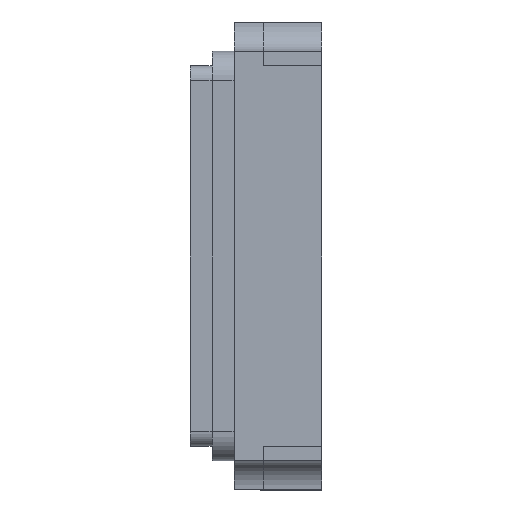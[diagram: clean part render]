
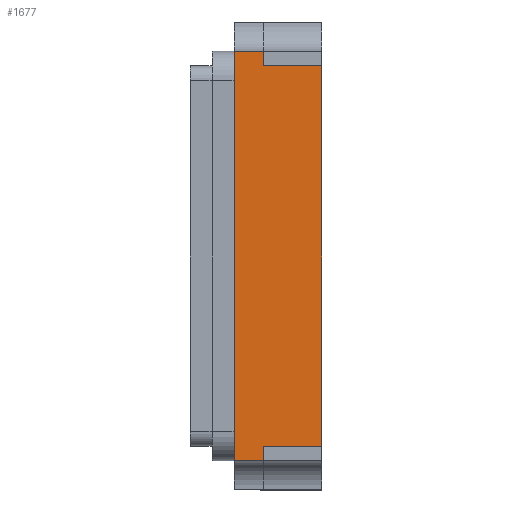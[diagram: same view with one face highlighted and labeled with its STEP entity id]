
A CAD part, left-side view. The second image highlights one B-rep face of the part: STEP entity #1677.
In plain terms, the highlighted planar face has unit normal (-1, 0, 0).
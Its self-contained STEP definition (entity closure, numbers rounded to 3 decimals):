
#10 = VECTOR ( 'NONE', #2115, 1000. ) ;
#14 = CARTESIAN_POINT ( 'NONE',  ( -1., 0., -0.65 ) ) ;
#213 = DIRECTION ( 'NONE',  ( 0., 0., -1. ) ) ;
#219 = VECTOR ( 'NONE', #1911, 1000. ) ;
#346 = CARTESIAN_POINT ( 'NONE',  ( -1., 0.3, 0.7 ) ) ;
#375 = VERTEX_POINT ( 'NONE', #2681 ) ;
#408 = LINE ( 'NONE', #346, #2549 ) ;
#457 = DIRECTION ( 'NONE',  ( 0., -1., 0. ) ) ;
#628 = CARTESIAN_POINT ( 'NONE',  ( -1., 0.3, -0.7 ) ) ;
#655 = ORIENTED_EDGE ( 'NONE', *, *, #1652, .F. ) ;
#789 = LINE ( 'NONE', #1798, #4057 ) ;
#948 = VERTEX_POINT ( 'NONE', #1133 ) ;
#959 = CARTESIAN_POINT ( 'NONE',  ( -1., 0., -0.7 ) ) ;
#1011 = CARTESIAN_POINT ( 'NONE',  ( -1., 0., 0.65 ) ) ;
#1097 = VERTEX_POINT ( 'NONE', #14 ) ;
#1098 = CARTESIAN_POINT ( 'NONE',  ( -1., 0.3, 0.7 ) ) ;
#1123 = DIRECTION ( 'NONE',  ( 1., 0., 0. ) ) ;
#1133 = CARTESIAN_POINT ( 'NONE',  ( -1., 0.2, -0.65 ) ) ;
#1192 = EDGE_LOOP ( 'NONE', ( #2826, #655, #3338, #2583, #2988, #2729, #2166, #3728 ) ) ;
#1239 = LINE ( 'NONE', #2505, #219 ) ;
#1350 = EDGE_CURVE ( 'NONE', #3085, #375, #1757, .T. ) ;
#1399 = PLANE ( 'NONE',  #3473 ) ;
#1509 = EDGE_CURVE ( 'NONE', #2272, #3085, #408, .T. ) ;
#1526 = DIRECTION ( 'NONE',  ( 0., -1., 0. ) ) ;
#1560 = CARTESIAN_POINT ( 'NONE',  ( -1., 0.2, 0.7 ) ) ;
#1652 = EDGE_CURVE ( 'NONE', #375, #1865, #789, .T. ) ;
#1677 = ADVANCED_FACE ( 'NONE', ( #3995 ), #1399, .F. ) ;
#1757 = LINE ( 'NONE', #3954, #3666 ) ;
#1798 = CARTESIAN_POINT ( 'NONE',  ( -1., 0.2, 0.65 ) ) ;
#1799 = LINE ( 'NONE', #3079, #3482 ) ;
#1820 = DIRECTION ( 'NONE',  ( 0., 0., -1. ) ) ;
#1865 = VERTEX_POINT ( 'NONE', #1011 ) ;
#1911 = DIRECTION ( 'NONE',  ( 0., 0., -1. ) ) ;
#2115 = DIRECTION ( 'NONE',  ( 0., 0., 1. ) ) ;
#2166 = ORIENTED_EDGE ( 'NONE', *, *, #3685, .F. ) ;
#2186 = EDGE_CURVE ( 'NONE', #3621, #2463, #1799, .T. ) ;
#2272 = VERTEX_POINT ( 'NONE', #1098 ) ;
#2355 = CARTESIAN_POINT ( 'NONE',  ( -1., 0.3, -0.7 ) ) ;
#2386 = EDGE_CURVE ( 'NONE', #3621, #2272, #3069, .T. ) ;
#2463 = VERTEX_POINT ( 'NONE', #2828 ) ;
#2505 = CARTESIAN_POINT ( 'NONE',  ( -1., 0.2, -0.65 ) ) ;
#2538 = LINE ( 'NONE', #959, #2930 ) ;
#2549 = VECTOR ( 'NONE', #3808, 1000. ) ;
#2583 = ORIENTED_EDGE ( 'NONE', *, *, #1509, .F. ) ;
#2681 = CARTESIAN_POINT ( 'NONE',  ( -1., 0.2, 0.65 ) ) ;
#2706 = EDGE_CURVE ( 'NONE', #948, #1097, #3681, .T. ) ;
#2729 = ORIENTED_EDGE ( 'NONE', *, *, #2186, .T. ) ;
#2799 = DIRECTION ( 'NONE',  ( 0., 0., 1. ) ) ;
#2826 = ORIENTED_EDGE ( 'NONE', *, *, #3658, .T. ) ;
#2828 = CARTESIAN_POINT ( 'NONE',  ( -1., 0.2, -0.7 ) ) ;
#2930 = VECTOR ( 'NONE', #2799, 1000. ) ;
#2988 = ORIENTED_EDGE ( 'NONE', *, *, #2386, .F. ) ;
#3026 = CARTESIAN_POINT ( 'NONE',  ( -1., 0.2, -0.65 ) ) ;
#3059 = DIRECTION ( 'NONE',  ( 0., -1., 0. ) ) ;
#3069 = LINE ( 'NONE', #3657, #10 ) ;
#3079 = CARTESIAN_POINT ( 'NONE',  ( -1., 0.3, -0.7 ) ) ;
#3085 = VERTEX_POINT ( 'NONE', #1560 ) ;
#3338 = ORIENTED_EDGE ( 'NONE', *, *, #1350, .F. ) ;
#3473 = AXIS2_PLACEMENT_3D ( 'NONE', #2355, #1123, #213 ) ;
#3482 = VECTOR ( 'NONE', #457, 1000. ) ;
#3621 = VERTEX_POINT ( 'NONE', #628 ) ;
#3657 = CARTESIAN_POINT ( 'NONE',  ( -1., 0.3, -0.7 ) ) ;
#3658 = EDGE_CURVE ( 'NONE', #1097, #1865, #2538, .T. ) ;
#3666 = VECTOR ( 'NONE', #1820, 1000. ) ;
#3681 = LINE ( 'NONE', #3026, #3848 ) ;
#3685 = EDGE_CURVE ( 'NONE', #948, #2463, #1239, .T. ) ;
#3728 = ORIENTED_EDGE ( 'NONE', *, *, #2706, .T. ) ;
#3808 = DIRECTION ( 'NONE',  ( 0., -1., 0. ) ) ;
#3848 = VECTOR ( 'NONE', #1526, 1000. ) ;
#3954 = CARTESIAN_POINT ( 'NONE',  ( -1., 0.2, 0.7 ) ) ;
#3995 = FACE_OUTER_BOUND ( 'NONE', #1192, .T. ) ;
#4057 = VECTOR ( 'NONE', #3059, 1000. ) ;
